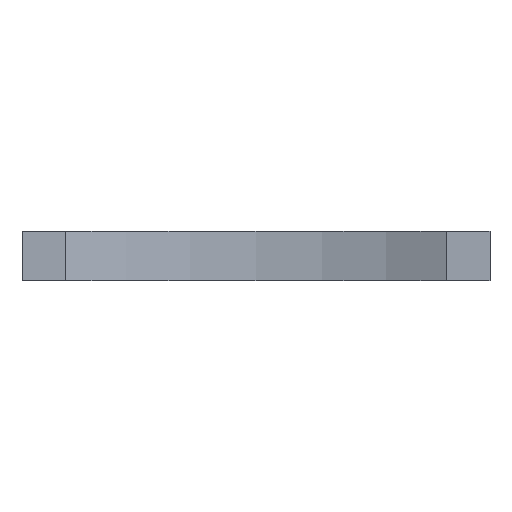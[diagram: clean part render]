
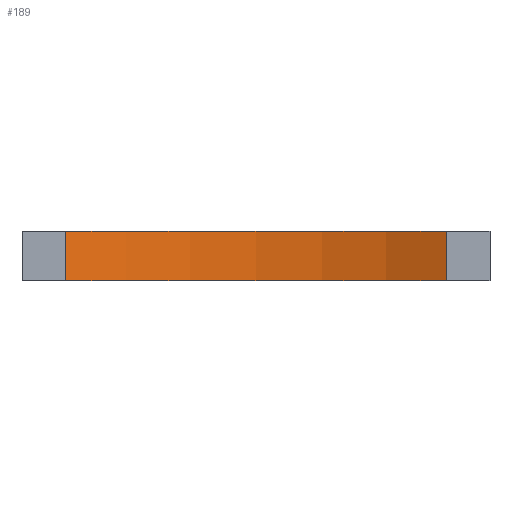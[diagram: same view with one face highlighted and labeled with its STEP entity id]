
A CAD part, front view. The second image highlights one B-rep face of the part: STEP entity #189.
In plain terms, the highlighted cylindrical face has radius 66.676 mm (diameter 133.351 mm), a partial arc.
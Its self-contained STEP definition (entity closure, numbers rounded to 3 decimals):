
#38 = VERTEX_POINT ( 'NONE', #1963 ) ;
#139 = DIRECTION ( 'NONE',  ( 0., 0., -1. ) ) ;
#189 = ADVANCED_FACE ( 'NONE', ( #2285 ), #311, .F. ) ;
#306 = CARTESIAN_POINT ( 'NONE',  ( 23.86, -70.709, 8. ) ) ;
#311 = CYLINDRICAL_SURFACE ( 'NONE', #1192, 66.676 ) ;
#515 = VERTEX_POINT ( 'NONE', #306 ) ;
#635 = ORIENTED_EDGE ( 'NONE', *, *, #745, .T. ) ;
#745 = EDGE_CURVE ( 'NONE', #2700, #38, #1503, .T. ) ;
#783 = EDGE_CURVE ( 'NONE', #515, #2603, #1726, .T. ) ;
#805 = ORIENTED_EDGE ( 'NONE', *, *, #2283, .T. ) ;
#1036 = DIRECTION ( 'NONE',  ( 1., 0., 0. ) ) ;
#1141 = DIRECTION ( 'NONE',  ( 0., 0., -1. ) ) ;
#1192 = AXIS2_PLACEMENT_3D ( 'NONE', #1202, #139, #1227 ) ;
#1202 = CARTESIAN_POINT ( 'NONE',  ( -7.118, -129.752, 8. ) ) ;
#1227 = DIRECTION ( 'NONE',  ( -1., 0., 0. ) ) ;
#1231 = AXIS2_PLACEMENT_3D ( 'NONE', #1347, #1141, #2219 ) ;
#1251 = CARTESIAN_POINT ( 'NONE',  ( -38.096, -70.709, 8. ) ) ;
#1263 = DIRECTION ( 'NONE',  ( 0., 0., -1. ) ) ;
#1321 = CIRCLE ( 'NONE', #1231, 66.676 ) ;
#1347 = CARTESIAN_POINT ( 'NONE',  ( -7.118, -129.752, 8. ) ) ;
#1389 = EDGE_LOOP ( 'NONE', ( #805, #1627, #2481, #635 ) ) ;
#1484 = CARTESIAN_POINT ( 'NONE',  ( -7.118, -129.752, 0. ) ) ;
#1501 = CIRCLE ( 'NONE', #2232, 66.676 ) ;
#1503 = LINE ( 'NONE', #1251, #1560 ) ;
#1560 = VECTOR ( 'NONE', #1263, 1000. ) ;
#1627 = ORIENTED_EDGE ( 'NONE', *, *, #783, .F. ) ;
#1669 = CARTESIAN_POINT ( 'NONE',  ( 23.86, -70.709, 8. ) ) ;
#1726 = LINE ( 'NONE', #1669, #2754 ) ;
#1925 = DIRECTION ( 'NONE',  ( 0., 0., -1. ) ) ;
#1963 = CARTESIAN_POINT ( 'NONE',  ( -38.096, -70.709, 0. ) ) ;
#2219 = DIRECTION ( 'NONE',  ( 1., 0., 0. ) ) ;
#2232 = AXIS2_PLACEMENT_3D ( 'NONE', #1484, #2597, #1036 ) ;
#2283 = EDGE_CURVE ( 'NONE', #38, #2603, #1501, .T. ) ;
#2285 = FACE_OUTER_BOUND ( 'NONE', #1389, .T. ) ;
#2393 = CARTESIAN_POINT ( 'NONE',  ( -38.096, -70.709, 8. ) ) ;
#2481 = ORIENTED_EDGE ( 'NONE', *, *, #2846, .F. ) ;
#2597 = DIRECTION ( 'NONE',  ( 0., 0., -1. ) ) ;
#2603 = VERTEX_POINT ( 'NONE', #2740 ) ;
#2700 = VERTEX_POINT ( 'NONE', #2393 ) ;
#2740 = CARTESIAN_POINT ( 'NONE',  ( 23.86, -70.709, 0. ) ) ;
#2754 = VECTOR ( 'NONE', #1925, 1000. ) ;
#2846 = EDGE_CURVE ( 'NONE', #2700, #515, #1321, .T. ) ;
